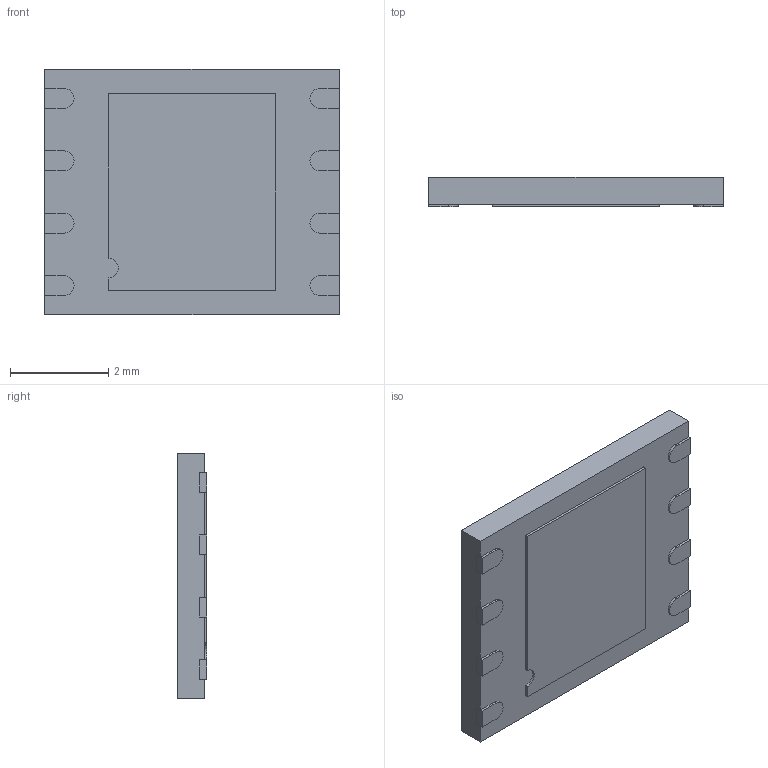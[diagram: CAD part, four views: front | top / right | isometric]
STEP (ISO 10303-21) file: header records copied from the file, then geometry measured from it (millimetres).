
FILE_DESCRIPTION (( 'STEP AP214' ), '1' );
FILE_NAME ('AT25QF128A-MHB-T.STEP', '2020-12-21T13:18:51', ( '' ), ( '' ), 'SwSTEP 2.0', 'SolidWorks 2017', '' );
FILE_SCHEMA (( 'AUTOMOTIVE_DESIGN' ));
Length unit declared in the file: millimetre
Products named in the file (1): AT25QF128A-MHB-T
Bounding box: 6 x 0.6 x 5 mm (x, y, z)
Volume: 17.3 mm3; surface area: 110 mm2
Topology: 11 solids, 11 shells, 108 faces, 252 edges, 168 vertices
Faces by surface type: plane 86, cylinder 22
Entity records: 3184 total; most frequent: CARTESIAN_POINT 529, DIRECTION 514, ORIENTED_EDGE 504, EDGE_CURVE 252, VECTOR 208, LINE 208, VERTEX_POINT 168, AXIS2_PLACEMENT_3D 153
